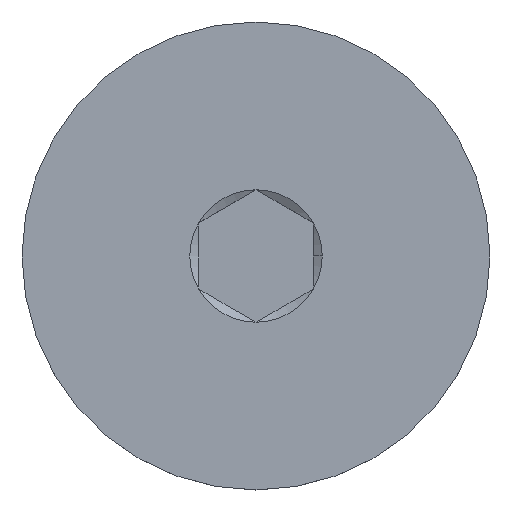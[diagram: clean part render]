
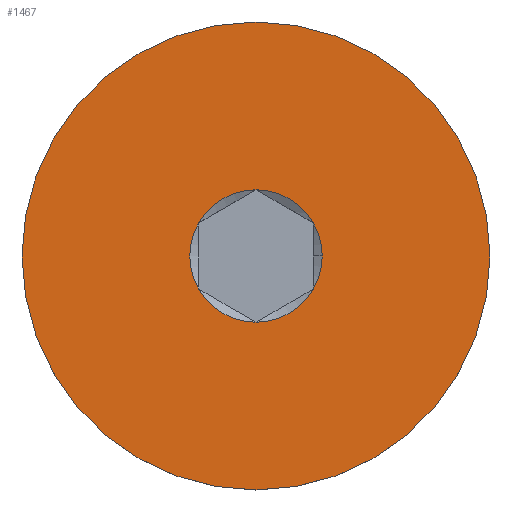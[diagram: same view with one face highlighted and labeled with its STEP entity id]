
A CAD part, top view. The second image highlights one B-rep face of the part: STEP entity #1467.
In plain terms, the highlighted planar face has unit normal (0, 0, 1).
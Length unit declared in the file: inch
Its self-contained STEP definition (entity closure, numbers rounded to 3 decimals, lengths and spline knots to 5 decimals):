
#39 = DIRECTION ( 'NONE',  ( 1., 0., 0. ) ) ;
#141 = VERTEX_POINT ( 'NONE', #223 ) ;
#185 = EDGE_CURVE ( 'NONE', #141, #2440, #1263, .T. ) ;
#223 = CARTESIAN_POINT ( 'NONE',  ( 0.03608, 0., 0. ) ) ;
#250 = ORIENTED_EDGE ( 'NONE', *, *, #2194, .F. ) ;
#292 = DIRECTION ( 'NONE',  ( 0., 0., 1. ) ) ;
#330 = DIRECTION ( 'NONE',  ( 1., 0., 0. ) ) ;
#389 = CARTESIAN_POINT ( 'NONE',  ( 0., 0., 0. ) ) ;
#395 = AXIS2_PLACEMENT_3D ( 'NONE', #3223, #2074, #1477 ) ;
#442 = EDGE_CURVE ( 'NONE', #3969, #141, #3040, .T. ) ;
#521 = AXIS2_PLACEMENT_3D ( 'NONE', #2038, #292, #3399 ) ;
#530 = AXIS2_PLACEMENT_3D ( 'NONE', #1325, #2095, #330 ) ;
#563 = ORIENTED_EDGE ( 'NONE', *, *, #4388, .F. ) ;
#569 = DIRECTION ( 'NONE',  ( 1., 0., 0. ) ) ;
#576 = DIRECTION ( 'NONE',  ( 0., -1., 0. ) ) ;
#627 = CARTESIAN_POINT ( 'NONE',  ( 0., 0., 0. ) ) ;
#662 = CARTESIAN_POINT ( 'NONE',  ( -0.03125, 0.01804, 0. ) ) ;
#664 = EDGE_CURVE ( 'NONE', #2752, #3969, #1486, .T. ) ;
#756 = AXIS2_PLACEMENT_3D ( 'NONE', #786, #1859, #1905 ) ;
#786 = CARTESIAN_POINT ( 'NONE',  ( 0., 0., 0. ) ) ;
#803 = CARTESIAN_POINT ( 'NONE',  ( -0.1275, 0., 0. ) ) ;
#846 = VERTEX_POINT ( 'NONE', #1360 ) ;
#901 = CIRCLE ( 'NONE', #530, 0.03608 ) ;
#943 = DIRECTION ( 'NONE',  ( 0., 0., 1. ) ) ;
#1122 = CARTESIAN_POINT ( 'NONE',  ( 0.03125, 0.01804, 0. ) ) ;
#1233 = CARTESIAN_POINT ( 'NONE',  ( 0., -0.056, 0. ) ) ;
#1263 = CIRCLE ( 'NONE', #521, 0.03608 ) ;
#1281 = ORIENTED_EDGE ( 'NONE', *, *, #664, .F. ) ;
#1325 = CARTESIAN_POINT ( 'NONE',  ( 0., 0., 0. ) ) ;
#1360 = CARTESIAN_POINT ( 'NONE',  ( 0.1275, 0., 0. ) ) ;
#1414 = EDGE_LOOP ( 'NONE', ( #2062, #2459 ) ) ;
#1467 = ADVANCED_FACE ( 'NONE', ( #1585, #1949 ), #4448, .T. ) ;
#1477 = DIRECTION ( 'NONE',  ( 1., 0., 0. ) ) ;
#1486 = CIRCLE ( 'NONE', #3347, 0.03608 ) ;
#1585 = FACE_BOUND ( 'NONE', #3671, .T. ) ;
#1618 = VERTEX_POINT ( 'NONE', #662 ) ;
#1715 = CIRCLE ( 'NONE', #2160, 0.1275 ) ;
#1757 = VERTEX_POINT ( 'NONE', #803 ) ;
#1859 = DIRECTION ( 'NONE',  ( 0., 0., 1. ) ) ;
#1862 = AXIS2_PLACEMENT_3D ( 'NONE', #1233, #2320, #576 ) ;
#1905 = DIRECTION ( 'NONE',  ( 1., 0., 0. ) ) ;
#1949 = FACE_OUTER_BOUND ( 'NONE', #1414, .T. ) ;
#1994 = EDGE_CURVE ( 'NONE', #846, #1757, #1715, .T. ) ;
#2010 = CIRCLE ( 'NONE', #4043, 0.03608 ) ;
#2038 = CARTESIAN_POINT ( 'NONE',  ( 0., 0., 0. ) ) ;
#2062 = ORIENTED_EDGE ( 'NONE', *, *, #1994, .T. ) ;
#2074 = DIRECTION ( 'NONE',  ( 0., 0., 1. ) ) ;
#2095 = DIRECTION ( 'NONE',  ( 0., 0., 1. ) ) ;
#2160 = AXIS2_PLACEMENT_3D ( 'NONE', #2518, #943, #2359 ) ;
#2166 = ORIENTED_EDGE ( 'NONE', *, *, #442, .F. ) ;
#2194 = EDGE_CURVE ( 'NONE', #2440, #2851, #2010, .T. ) ;
#2277 = EDGE_CURVE ( 'NONE', #4552, #2752, #901, .T. ) ;
#2308 = CIRCLE ( 'NONE', #756, 0.1275 ) ;
#2320 = DIRECTION ( 'NONE',  ( 0., 0., 1. ) ) ;
#2322 = CARTESIAN_POINT ( 'NONE',  ( 0., 0.03608, 0. ) ) ;
#2333 = DIRECTION ( 'NONE',  ( 0., 0., 1. ) ) ;
#2359 = DIRECTION ( 'NONE',  ( 1., 0., 0. ) ) ;
#2394 = CIRCLE ( 'NONE', #395, 0.03608 ) ;
#2440 = VERTEX_POINT ( 'NONE', #1122 ) ;
#2459 = ORIENTED_EDGE ( 'NONE', *, *, #3083, .T. ) ;
#2518 = CARTESIAN_POINT ( 'NONE',  ( 0., 0., 0. ) ) ;
#2615 = CIRCLE ( 'NONE', #3514, 0.03608 ) ;
#2671 = AXIS2_PLACEMENT_3D ( 'NONE', #389, #3228, #39 ) ;
#2752 = VERTEX_POINT ( 'NONE', #3856 ) ;
#2851 = VERTEX_POINT ( 'NONE', #2322 ) ;
#3040 = CIRCLE ( 'NONE', #2671, 0.03608 ) ;
#3083 = EDGE_CURVE ( 'NONE', #1757, #846, #2308, .T. ) ;
#3138 = ORIENTED_EDGE ( 'NONE', *, *, #3314, .F. ) ;
#3223 = CARTESIAN_POINT ( 'NONE',  ( 0., 0., 0. ) ) ;
#3228 = DIRECTION ( 'NONE',  ( 0., 0., 1. ) ) ;
#3314 = EDGE_CURVE ( 'NONE', #2851, #1618, #2615, .T. ) ;
#3347 = AXIS2_PLACEMENT_3D ( 'NONE', #4508, #2333, #569 ) ;
#3399 = DIRECTION ( 'NONE',  ( 1., 0., 0. ) ) ;
#3481 = DIRECTION ( 'NONE',  ( 1., 0., 0. ) ) ;
#3514 = AXIS2_PLACEMENT_3D ( 'NONE', #4137, #4465, #4445 ) ;
#3603 = ORIENTED_EDGE ( 'NONE', *, *, #2277, .F. ) ;
#3671 = EDGE_LOOP ( 'NONE', ( #1281, #3603, #563, #3138, #250, #4631, #2166 ) ) ;
#3856 = CARTESIAN_POINT ( 'NONE',  ( 0., -0.03608, 0. ) ) ;
#3940 = CARTESIAN_POINT ( 'NONE',  ( 0.03125, -0.01804, 0. ) ) ;
#3969 = VERTEX_POINT ( 'NONE', #3940 ) ;
#4043 = AXIS2_PLACEMENT_3D ( 'NONE', #627, #4193, #3481 ) ;
#4137 = CARTESIAN_POINT ( 'NONE',  ( 0., 0., 0. ) ) ;
#4193 = DIRECTION ( 'NONE',  ( 0., 0., 1. ) ) ;
#4388 = EDGE_CURVE ( 'NONE', #1618, #4552, #2394, .T. ) ;
#4434 = CARTESIAN_POINT ( 'NONE',  ( -0.03125, -0.01804, 0. ) ) ;
#4445 = DIRECTION ( 'NONE',  ( 1., 0., 0. ) ) ;
#4448 = PLANE ( 'NONE',  #1862 ) ;
#4465 = DIRECTION ( 'NONE',  ( 0., 0., 1. ) ) ;
#4508 = CARTESIAN_POINT ( 'NONE',  ( 0., 0., 0. ) ) ;
#4552 = VERTEX_POINT ( 'NONE', #4434 ) ;
#4631 = ORIENTED_EDGE ( 'NONE', *, *, #185, .F. ) ;
